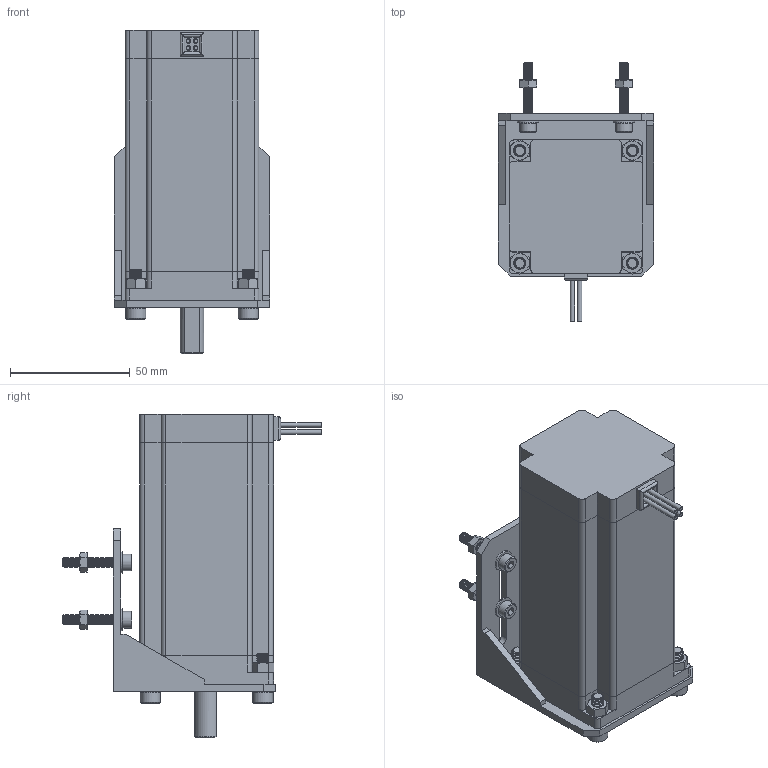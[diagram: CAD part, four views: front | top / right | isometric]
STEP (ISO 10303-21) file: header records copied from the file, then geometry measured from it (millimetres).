
FILE_DESCRIPTION(/* description */ (''),/* implementation_level */ '2;1');
FILE_NAME(/* name */ 'NEMA23 Motor with bracket.step',/* time_stamp */ '2020-04-15T09:18:19+01:00',/* author */ (''),/* organization */ (''),/* preprocessor_version */ 'ST-DEVELOPER v18.1',/* originating_system */ 'Autodesk Translation Framework v9.2.0.1227',/* authorisation */ '');
FILE_SCHEMA (('AUTOMOTIVE_DESIGN { 1 0 10303 214 3 1 1 }'));
Length unit declared in the file: millimetre
Products named in the file (34): NEMA23 Motor with bracket; NEMA23 bracket with bolts; NEMA23 bracket; NEMA23 bracket_1; NEMA23 bracket bolts; DIN912_M4X25MM; washer_iso_7089-4-a_140; DIN912_M4X25MM_1; washer_iso_7089-4-a_140_1; DIN912_M4X25MM_2; washer_iso_7089-4-a_140_2; DIN912_M4X25MM_3; M4x25; washer_iso_7089-4-a_140_3; Washer M4; NEMA23 bracket nuts; nut_iso_4032-04; nut_iso_4032-04_1; nut_iso_4032-04_2; nut_iso_4032-04_3; Nut; NEMA23 motor bolts; DIN912_M5X16MM; DIN912_M5X16MM_1; nut_iso_4032-05; DIN912_M5X16MM_2; nut_iso_4032-05_1; Nut_1; DIN912_M5X16MM_3; M5x16; NEMA23 Motor 10mm shaft 113mm body; Motor; Body; Shaft
Assembly tree (48 placements, depth 5):
  NEMA23 Motor with bracket
    NEMA23 bracket with bolts
      NEMA23 bracket
        NEMA23 bracket_1
      NEMA23 bracket bolts
        DIN912_M4X25MM
          M4x25
        washer_iso_7089-4-a_140
          Washer M4
        DIN912_M4X25MM_1
          M4x25
        washer_iso_7089-4-a_140_1
          Washer M4
        DIN912_M4X25MM_2
          M4x25
        washer_iso_7089-4-a_140_2
          Washer M4
        DIN912_M4X25MM_3
          M4x25
        washer_iso_7089-4-a_140_3
          Washer M4
      NEMA23 bracket nuts
        nut_iso_4032-04
          Nut
        nut_iso_4032-04_1
          Nut
        nut_iso_4032-04_2
          Nut
        nut_iso_4032-04_3
          Nut
      NEMA23 motor bolts
        nut_iso_4032-05_1  x3
          Nut_1
        DIN912_M5X16MM
          M5x16
        DIN912_M5X16MM_1
          M5x16
        nut_iso_4032-05
          Nut_1
        DIN912_M5X16MM_2
          M5x16
        DIN912_M5X16MM_3
          M5x16
    NEMA23 Motor 10mm shaft 113mm body
      Motor
        Body
        Shaft
Bounding box: 65 x 108.2 x 135.4 mm (x, y, z)
Volume: 350111.4 mm3; surface area: 70028.5 mm2
Topology: 25 solids, 25 shells, 854 faces, 2065 edges, 1279 vertices
Faces by surface type: cylinder 328, plane 293, cone 201, bspline 16, torus 16
Full cylindrical faces by diameter (mm): 1.5 x4, 2 x4, 3.242 x4, 4 x148, 4.134 x4, 4.3 x4, 5 x72, 5.1 x4, 5.5 x4, 7 x4, 8.5 x4, 9 x4, 10 x1, 11 x1, 38 x1, 38.1 x1
Entity records: 15780 total; most frequent: CARTESIAN_POINT 7306, DIRECTION 1656, ORIENTED_EDGE 1612, EDGE_CURVE 806, AXIS2_PLACEMENT_3D 627, VERTEX_POINT 511, LINE 402, VECTOR 402
